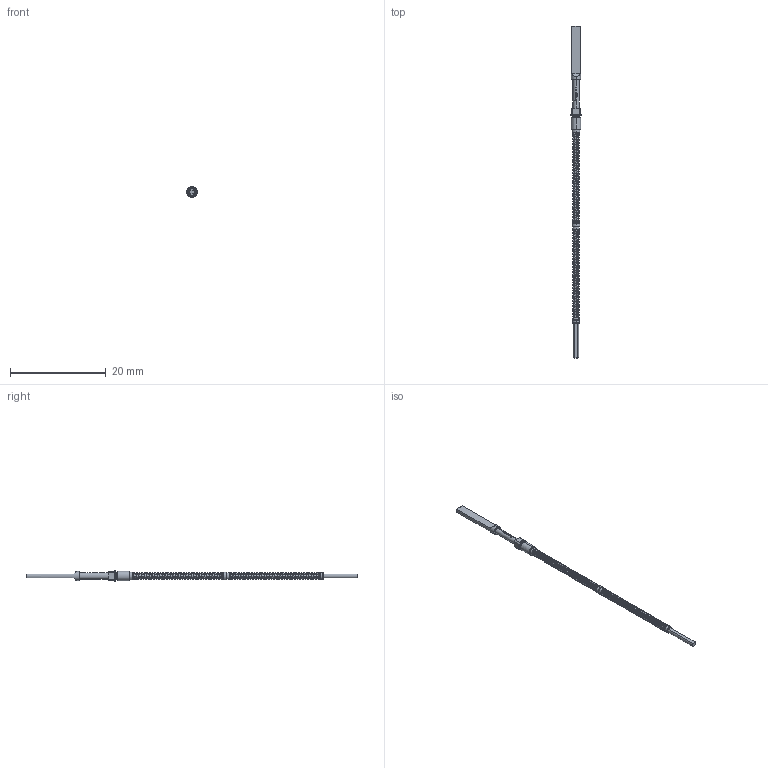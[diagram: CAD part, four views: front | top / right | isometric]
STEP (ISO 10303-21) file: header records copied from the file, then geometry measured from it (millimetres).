
FILE_DESCRIPTION (( 'STEP AP203' ), '1' );
FILE_NAME ('INGUN_VF100-220_190_080_A_xxx.STEP', '2022-02-22T10:46:05', ( 'ochi' ), ( '' ), 'SwSTEP 2.0', 'SolidWorks 2018', '' );
FILE_SCHEMA (( 'CONFIG_CONTROL_DESIGN' ));
Length unit declared in the file: millimetre
Products named in the file (1): INGUN_VF100-220_190_080_A_xxx
Bounding box: 2.2 x 69.5 x 2.2 mm (x, y, z)
Volume: 77.9 mm3; surface area: 461.8 mm2
Topology: 1 solids, 1 shells, 170 faces, 427 edges, 272 vertices
Faces by surface type: plane 72, cylinder 34, bspline 26, cone 24, torus 14
Entity records: 18537 total; most frequent: CARTESIAN_POINT 14525, ORIENTED_EDGE 854, DIRECTION 789, EDGE_CURVE 427, AXIS2_PLACEMENT_3D 321, VERTEX_POINT 272, EDGE_LOOP 183, CIRCLE 176
